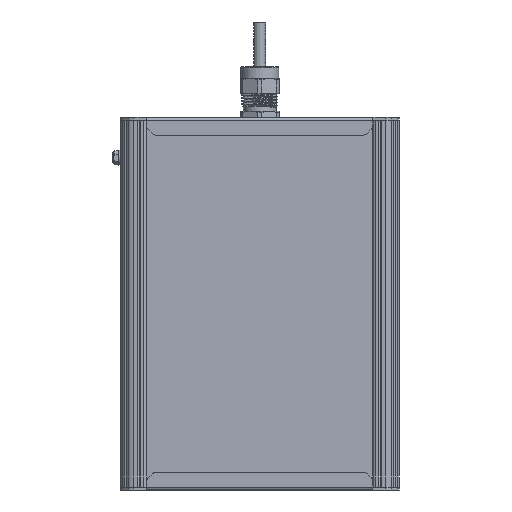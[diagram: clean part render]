
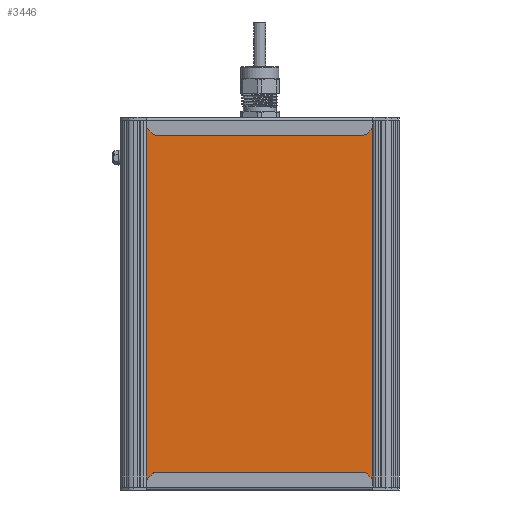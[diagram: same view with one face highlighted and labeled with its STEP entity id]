
A CAD part, front view. The second image highlights one B-rep face of the part: STEP entity #3446.
In plain terms, the highlighted face is planar.
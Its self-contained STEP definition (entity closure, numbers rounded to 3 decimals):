
#3446=ADVANCED_FACE('',(#10036),#10038,.T.);
#10036=FACE_BOUND('',#10037,.T.);
#10037=EDGE_LOOP('',(#40941,#40942,#40943,#40944));
#10038=PLANE('',#10039);
#10039=AXIS2_PLACEMENT_3D('',#10040,#10041,#10042);
#10040=CARTESIAN_POINT('',(2111.497,401.002,-34.582));
#10041=DIRECTION('',(0.,0.,-1.));
#10042=DIRECTION('',(0.,1.,0.));
#40941=ORIENTED_EDGE('',*,*,#46784,.T.);
#40942=ORIENTED_EDGE('',*,*,#46787,.F.);
#40943=ORIENTED_EDGE('',*,*,#46792,.F.);
#40944=ORIENTED_EDGE('',*,*,#46790,.T.);
#46784=EDGE_CURVE('',#51147,#51151,#51153,.T.);
#46787=EDGE_CURVE('',#51156,#51151,#51158,.T.);
#46790=EDGE_CURVE('',#51162,#51147,#51163,.T.);
#46792=EDGE_CURVE('',#51162,#51156,#51165,.T.);
#51147=VERTEX_POINT('',#60321);
#51151=VERTEX_POINT('',#60329);
#51153=LINE('',#60333,#60334);
#51156=VERTEX_POINT('',#60340);
#51158=LINE('',#60344,#60345);
#51162=VERTEX_POINT('',#60354);
#51163=LINE('',#60355,#60356);
#51165=LINE('',#60361,#60362);
#60321=CARTESIAN_POINT('',(2357.497,565.13,-34.582));
#60329=CARTESIAN_POINT('',(2357.497,401.002,-34.582));
#60333=CARTESIAN_POINT('',(2357.497,565.13,-34.582));
#60334=VECTOR('',#60335,1.);
#60335=DIRECTION('',(0.,-1.,0.));
#60340=CARTESIAN_POINT('',(2111.497,401.002,-34.582));
#60344=CARTESIAN_POINT('',(2111.497,401.002,-34.582));
#60345=VECTOR('',#60346,1.);
#60346=DIRECTION('',(1.,0.,0.));
#60354=CARTESIAN_POINT('',(2111.497,565.13,-34.582));
#60355=CARTESIAN_POINT('',(2111.497,565.13,-34.582));
#60356=VECTOR('',#60357,1.);
#60357=DIRECTION('',(1.,0.,0.));
#60361=CARTESIAN_POINT('',(2111.497,565.13,-34.582));
#60362=VECTOR('',#60363,1.);
#60363=DIRECTION('',(0.,-1.,0.));
